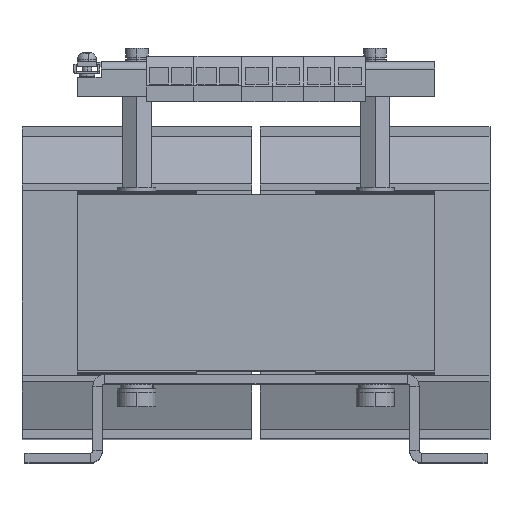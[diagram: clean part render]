
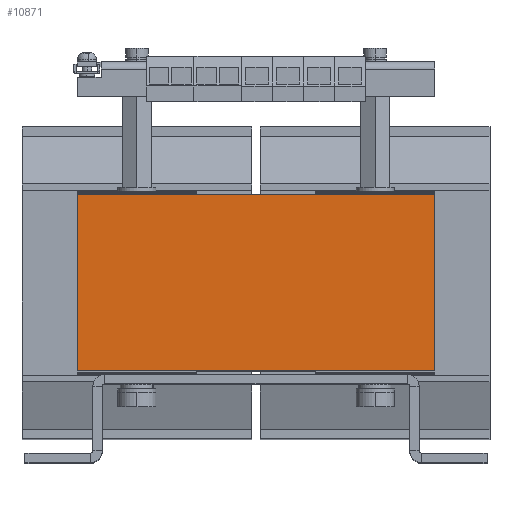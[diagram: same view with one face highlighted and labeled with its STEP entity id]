
A CAD part, top view. The second image highlights one B-rep face of the part: STEP entity #10871.
In plain terms, the highlighted planar face has unit normal (0, 0, 1).
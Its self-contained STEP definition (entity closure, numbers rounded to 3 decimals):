
#1343 = DIRECTION ( 'NONE',  ( 0., 1., 0. ) ) ;
#1432 = LINE ( 'NONE', #14236, #9686 ) ;
#1721 = CARTESIAN_POINT ( 'NONE',  ( 75., -37., 125.001 ) ) ;
#1752 = VECTOR ( 'NONE', #2815, 1000. ) ;
#2495 = EDGE_CURVE ( 'Defeature ausgef�hrt1_405+Defeature ausgef�hrt1_409+Defeature ausgef�hrt1_404+Defeature ausgef�hrt1_406', #4496, #7287, #1432, .T. ) ;
#2583 = LINE ( 'NONE', #10272, #3371 ) ;
#2633 = ORIENTED_EDGE ( 'NONE', *, *, #2495, .T. ) ;
#2815 = DIRECTION ( 'NONE',  ( 0., 1., 0. ) ) ;
#3289 = CARTESIAN_POINT ( 'NONE',  ( 75., -37., 125.001 ) ) ;
#3371 = VECTOR ( 'NONE', #1343, 1000. ) ;
#4220 = CARTESIAN_POINT ( 'NONE',  ( 75., 37., 125.001 ) ) ;
#4248 = VERTEX_POINT ( 'NONE', #12517 ) ;
#4472 = DIRECTION ( 'NONE',  ( -1., 0., 0. ) ) ;
#4496 = VERTEX_POINT ( 'NONE', #4220 ) ;
#4564 = VECTOR ( 'NONE', #5331, 1000. ) ;
#5331 = DIRECTION ( 'NONE',  ( -1., 0., 0. ) ) ;
#6252 = FACE_OUTER_BOUND ( 'NONE', #11876, .T. ) ;
#7169 = ORIENTED_EDGE ( 'NONE', *, *, #12656, .F. ) ;
#7287 = VERTEX_POINT ( 'NONE', #7414 ) ;
#7414 = CARTESIAN_POINT ( 'NONE',  ( -75., 37., 125.001 ) ) ;
#7516 = AXIS2_PLACEMENT_3D ( 'NONE', #9350, #10605, #13071 ) ;
#8500 = EDGE_CURVE ( 'Defeature ausgef�hrt1_406+Defeature ausgef�hrt1_405+Defeature ausgef�hrt1_408+Defeature ausgef�hrt1_409', #4248, #7287, #2583, .T. ) ;
#8721 = LINE ( 'NONE', #9974, #4564 ) ;
#9255 = PLANE ( 'NONE',  #7516 ) ;
#9350 = CARTESIAN_POINT ( 'NONE',  ( -75., -37., 125.001 ) ) ;
#9686 = VECTOR ( 'NONE', #4472, 1000. ) ;
#9974 = CARTESIAN_POINT ( 'NONE',  ( -75., -37., 125.001 ) ) ;
#10272 = CARTESIAN_POINT ( 'NONE',  ( -75., -37., 125.001 ) ) ;
#10605 = DIRECTION ( 'NONE',  ( 0., 0., -1. ) ) ;
#10871 = ADVANCED_FACE ( 'Defeature ausgef�hrt1_405', ( #6252 ), #9255, .F. ) ;
#11704 = VERTEX_POINT ( 'NONE', #3289 ) ;
#11876 = EDGE_LOOP ( 'NONE', ( #2633, #12319, #7169, #13057 ) ) ;
#12319 = ORIENTED_EDGE ( 'NONE', *, *, #8500, .F. ) ;
#12517 = CARTESIAN_POINT ( 'NONE',  ( -75., -37., 125.001 ) ) ;
#12656 = EDGE_CURVE ( 'Defeature ausgef�hrt1_408+Defeature ausgef�hrt1_405+Defeature ausgef�hrt1_404+Defeature ausgef�hrt1_406', #11704, #4248, #8721, .T. ) ;
#13057 = ORIENTED_EDGE ( 'NONE', *, *, #14465, .T. ) ;
#13071 = DIRECTION ( 'NONE',  ( 0., 1., 0. ) ) ;
#14090 = LINE ( 'NONE', #1721, #1752 ) ;
#14236 = CARTESIAN_POINT ( 'NONE',  ( -75., 37., 125.001 ) ) ;
#14465 = EDGE_CURVE ( 'Defeature ausgef�hrt1_405+Defeature ausgef�hrt1_404+Defeature ausgef�hrt1_408+Defeature ausgef�hrt1_409', #11704, #4496, #14090, .T. ) ;
